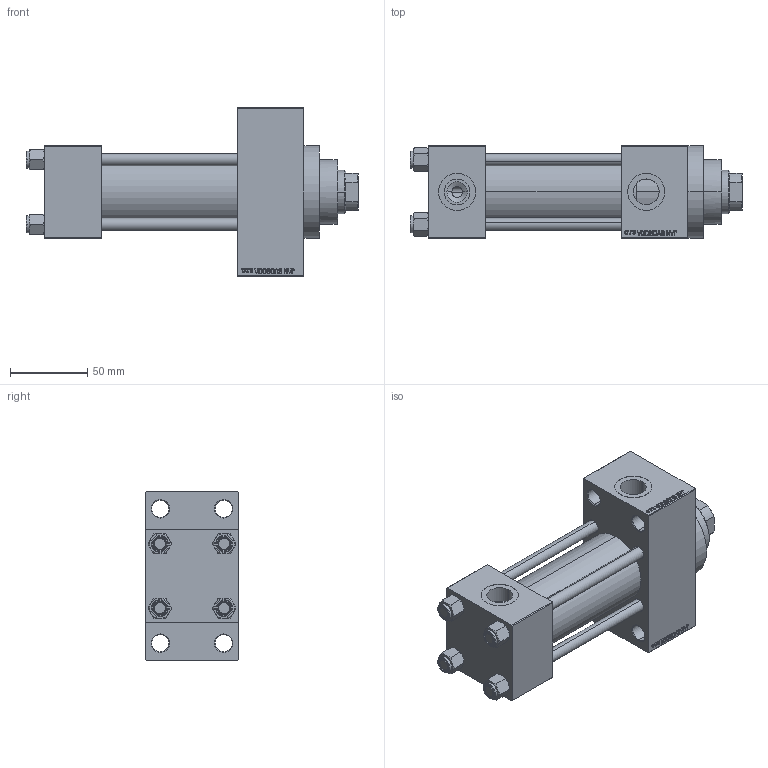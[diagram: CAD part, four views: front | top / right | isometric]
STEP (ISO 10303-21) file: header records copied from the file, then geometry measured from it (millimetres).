
FILE_DESCRIPTION (( 'STEP AP203' ), '1' );
FILE_NAME ('06ae.STEP', '2022-05-31T15:13:26', ( '' ), ( '' ), 'SwSTEP 2.0', 'SolidWorks 2019', '' );
FILE_SCHEMA (( 'CONFIG_CONTROL_DESIGN' ));
Length unit declared in the file: millimetre
Products named in the file (6): V215CR_D_TYCINKA 2d2a1c38f12bab880bbcb7d1f5db1413; V215CR_VCP_D 2d2a1c38f12bab880bbcb7d1f5db1413; NUT_M5_D 2d2a1c38f12bab880bbcb7d1f5db1413; V215_VC_A 2d2a1c38f12bab880bbcb7d1f5db1413; 06ae; V215CR_D_Body 2d2a1c38f12bab880bbcb7d1f5db1413
Assembly tree (11 placements, depth 2):
  06ae
    V215CR_D_Body 2d2a1c38f12bab880bbcb7d1f5db1413
    V215CR_VCP_D 2d2a1c38f12bab880bbcb7d1f5db1413
    NUT_M5_D 2d2a1c38f12bab880bbcb7d1f5db1413  x4
    V215CR_D_TYCINKA 2d2a1c38f12bab880bbcb7d1f5db1413  x4
    V215_VC_A 2d2a1c38f12bab880bbcb7d1f5db1413
Bounding box: 215 x 60 x 109 mm (x, y, z)
Volume: 565327.3 mm3; surface area: 142835.9 mm2
Topology: 11 solids, 11 shells, 1114 faces, 2779 edges, 1797 vertices
Faces by surface type: plane 502, bspline 368, cone 144, cylinder 92, torus 8
Entity records: 47541 total; most frequent: CARTESIAN_POINT 25123, ORIENTED_EDGE 5050, DIRECTION 3261, EDGE_CURVE 2525, VERTEX_POINT 1653, VECTOR 1511, LINE 1511, EDGE_LOOP 1124
